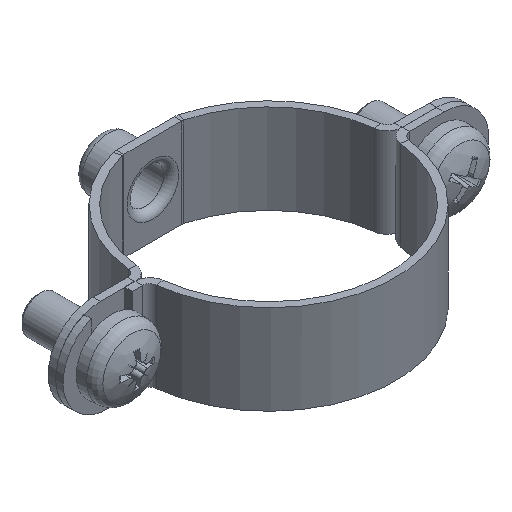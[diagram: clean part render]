
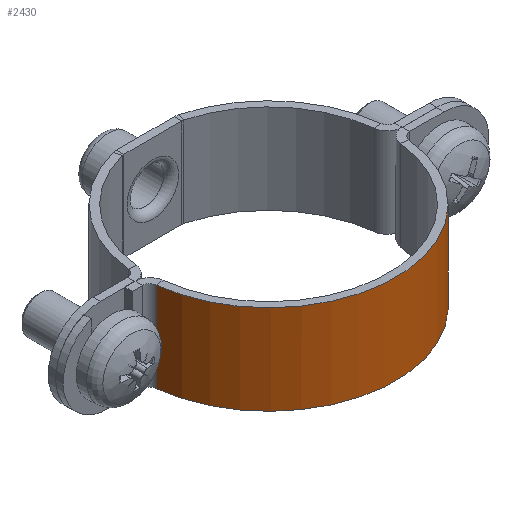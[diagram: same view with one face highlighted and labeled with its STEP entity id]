
A CAD part, isometric view. The second image highlights one B-rep face of the part: STEP entity #2430.
In plain terms, the highlighted cylindrical face has radius 17 mm (diameter 34 mm), a partial arc.
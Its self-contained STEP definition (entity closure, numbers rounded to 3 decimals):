
#196=CYLINDRICAL_SURFACE('',#2749,17.);
#284=FACE_OUTER_BOUND('',#439,.T.);
#439=EDGE_LOOP('',(#1865,#1866,#1867,#1868));
#599=LINE('',#4072,#729);
#605=LINE('',#4095,#735);
#729=VECTOR('',#3259,10.);
#735=VECTOR('',#3287,10.);
#851=CIRCLE('',#2738,17.);
#856=CIRCLE('',#2748,17.);
#1031=VERTEX_POINT('',#4069);
#1032=VERTEX_POINT('',#4071);
#1037=VERTEX_POINT('',#4088);
#1038=VERTEX_POINT('',#4094);
#1324=EDGE_CURVE('',#1031,#1032,#599,.T.);
#1333=EDGE_CURVE('',#1037,#1032,#851,.T.);
#1336=EDGE_CURVE('',#1038,#1037,#605,.T.);
#1343=EDGE_CURVE('',#1038,#1031,#856,.T.);
#1865=ORIENTED_EDGE('',*,*,#1324,.F.);
#1866=ORIENTED_EDGE('',*,*,#1343,.F.);
#1867=ORIENTED_EDGE('',*,*,#1336,.T.);
#1868=ORIENTED_EDGE('',*,*,#1333,.T.);
#2430=ADVANCED_FACE('',(#284),#196,.T.);
#2738=AXIS2_PLACEMENT_3D('',#4089,#3278,#3279);
#2748=AXIS2_PLACEMENT_3D('',#4107,#3303,#3304);
#2749=AXIS2_PLACEMENT_3D('',#4108,#3305,#3306);
#3259=DIRECTION('',(0.,0.,-1.));
#3278=DIRECTION('center_axis',(0.,0.,1.));
#3279=DIRECTION('ref_axis',(0.994,0.111,0.));
#3287=DIRECTION('',(0.,0.,-1.));
#3303=DIRECTION('center_axis',(0.,0.,1.));
#3304=DIRECTION('ref_axis',(0.994,0.111,0.));
#3305=DIRECTION('center_axis',(0.,0.,1.));
#3306=DIRECTION('ref_axis',(0.994,0.111,0.));
#4069=CARTESIAN_POINT('',(-16.895,1.889,6.));
#4071=CARTESIAN_POINT('',(-16.895,1.889,-6.));
#4072=CARTESIAN_POINT('',(-16.895,1.889,0.));
#4088=CARTESIAN_POINT('',(16.895,1.889,-6.));
#4089=CARTESIAN_POINT('Origin',(0.,0.,
-6.));
#4094=CARTESIAN_POINT('',(16.895,1.889,6.));
#4095=CARTESIAN_POINT('',(16.895,1.889,0.));
#4107=CARTESIAN_POINT('Origin',(0.,0.,
6.));
#4108=CARTESIAN_POINT('Origin',(0.,0.,
0.));
